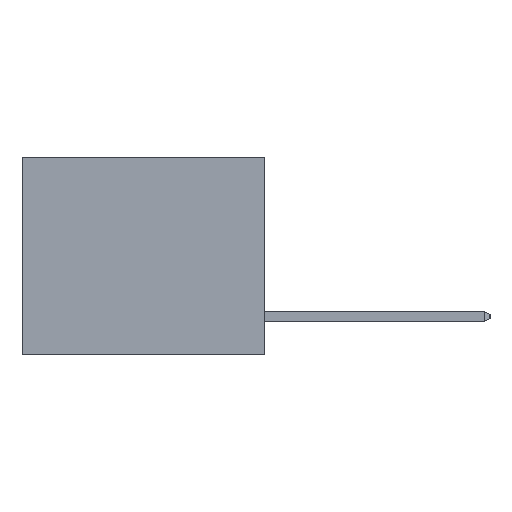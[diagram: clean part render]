
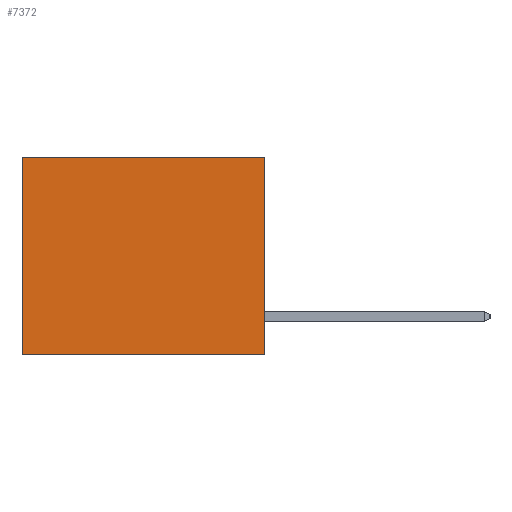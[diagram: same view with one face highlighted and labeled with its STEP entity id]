
A CAD part, left-side view. The second image highlights one B-rep face of the part: STEP entity #7372.
In plain terms, the highlighted planar face has unit normal (-1, 0, 0).
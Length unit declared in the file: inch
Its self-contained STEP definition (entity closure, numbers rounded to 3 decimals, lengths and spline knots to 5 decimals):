
#399 = VERTEX_POINT ( 'NONE', #11206 ) ;
#1142 = ORIENTED_EDGE ( 'NONE', *, *, #2994, .F. ) ;
#1374 = EDGE_CURVE ( 'NONE', #19873, #4530, #13377, .T. ) ;
#2045 = LINE ( 'NONE', #3234, #10879 ) ;
#2643 = ORIENTED_EDGE ( 'NONE', *, *, #8864, .T. ) ;
#2994 = EDGE_CURVE ( 'NONE', #4530, #10316, #21129, .T. ) ;
#3205 = CARTESIAN_POINT ( 'NONE',  ( 0.3165, 0., 0. ) ) ;
#3216 = CARTESIAN_POINT ( 'NONE',  ( 0.3165, 0., -0.49 ) ) ;
#3234 = CARTESIAN_POINT ( 'NONE',  ( 0.3165, 0., 0. ) ) ;
#3783 = VECTOR ( 'NONE', #20863, 39.37008 ) ;
#4530 = VERTEX_POINT ( 'NONE', #8524 ) ;
#5005 = DIRECTION ( 'NONE',  ( 0., 0., -1. ) ) ;
#7271 = LINE ( 'NONE', #18152, #21329 ) ;
#7372 = ADVANCED_FACE ( 'NONE', ( #16982 ), #13331, .F. ) ;
#8287 = DIRECTION ( 'NONE',  ( 0., 1., 0. ) ) ;
#8382 = ORIENTED_EDGE ( 'NONE', *, *, #15293, .T. ) ;
#8524 = CARTESIAN_POINT ( 'NONE',  ( 0.3165, 0., -0.49 ) ) ;
#8864 = EDGE_CURVE ( 'NONE', #19873, #399, #2045, .T. ) ;
#8871 = VECTOR ( 'NONE', #14823, 39.37008 ) ;
#10316 = VERTEX_POINT ( 'NONE', #19493 ) ;
#10671 = AXIS2_PLACEMENT_3D ( 'NONE', #18324, #11672, #5005 ) ;
#10801 = CARTESIAN_POINT ( 'NONE',  ( 0.3165, 0., -0.49 ) ) ;
#10879 = VECTOR ( 'NONE', #8287, 39.37008 ) ;
#11206 = CARTESIAN_POINT ( 'NONE',  ( 0.3165, 0.6, 0. ) ) ;
#11587 = DIRECTION ( 'NONE',  ( 0., 0., -1. ) ) ;
#11672 = DIRECTION ( 'NONE',  ( 1., 0., 0. ) ) ;
#12613 = EDGE_LOOP ( 'NONE', ( #8382, #1142, #19136, #2643 ) ) ;
#13331 = PLANE ( 'NONE',  #10671 ) ;
#13377 = LINE ( 'NONE', #10801, #3783 ) ;
#14823 = DIRECTION ( 'NONE',  ( 0., 1., 0. ) ) ;
#15293 = EDGE_CURVE ( 'NONE', #399, #10316, #7271, .T. ) ;
#16982 = FACE_OUTER_BOUND ( 'NONE', #12613, .T. ) ;
#18152 = CARTESIAN_POINT ( 'NONE',  ( 0.3165, 0.6, -0.49 ) ) ;
#18324 = CARTESIAN_POINT ( 'NONE',  ( 0.3165, 0., -0.49 ) ) ;
#19136 = ORIENTED_EDGE ( 'NONE', *, *, #1374, .F. ) ;
#19493 = CARTESIAN_POINT ( 'NONE',  ( 0.3165, 0.6, -0.49 ) ) ;
#19873 = VERTEX_POINT ( 'NONE', #3205 ) ;
#20863 = DIRECTION ( 'NONE',  ( 0., 0., -1. ) ) ;
#21129 = LINE ( 'NONE', #3216, #8871 ) ;
#21329 = VECTOR ( 'NONE', #11587, 39.37008 ) ;
